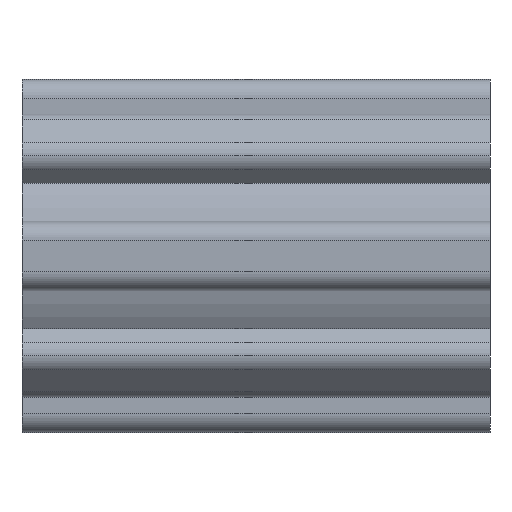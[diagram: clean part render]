
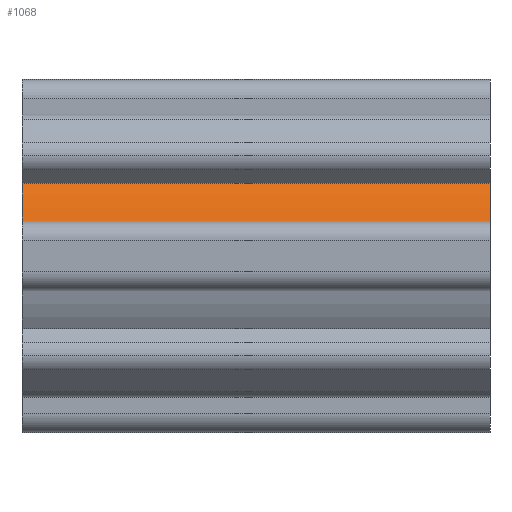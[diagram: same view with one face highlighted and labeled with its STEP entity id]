
A CAD part, left-side view. The second image highlights one B-rep face of the part: STEP entity #1068.
In plain terms, the highlighted free-form (B-spline) face has degree [3, 1] with [4, 2] control points.
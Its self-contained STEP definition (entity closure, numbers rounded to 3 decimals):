
#21=(
BOUNDED_CURVE()
B_SPLINE_CURVE(3,(#1395,#1396,#1397,#1398),.UNSPECIFIED.,.F.,.F.)
B_SPLINE_CURVE_WITH_KNOTS((4,4),(0.,1.),.UNSPECIFIED.)
CURVE()
GEOMETRIC_REPRESENTATION_ITEM()
RATIONAL_B_SPLINE_CURVE((1.,1.,1.,1.))
REPRESENTATION_ITEM('')
);
#22=(
BOUNDED_CURVE()
B_SPLINE_CURVE(3,(#1400,#1401,#1402,#1403),.UNSPECIFIED.,.F.,.F.)
B_SPLINE_CURVE_WITH_KNOTS((4,4),(0.,1.),.UNSPECIFIED.)
CURVE()
GEOMETRIC_REPRESENTATION_ITEM()
RATIONAL_B_SPLINE_CURVE((1.,1.,1.,1.))
REPRESENTATION_ITEM('')
);
#79=(
BOUNDED_SURFACE()
B_SPLINE_SURFACE(3,1,((#1386,#1387),(#1388,#1389),(#1390,#1391),(#1392,
#1393)),.UNSPECIFIED.,.F.,.F.,.F.)
B_SPLINE_SURFACE_WITH_KNOTS((4,4),(2,2),(0.,1.),(0.,0.4),.UNSPECIFIED.)
GEOMETRIC_REPRESENTATION_ITEM()
RATIONAL_B_SPLINE_SURFACE(((1.,1.),(1.,1.),(1.,1.),(1.,1.)))
REPRESENTATION_ITEM('')
SURFACE()
);
#138=FACE_OUTER_BOUND('',#195,.T.);
#195=EDGE_LOOP('',(#752,#753,#754,#755));
#258=LINE('',#1385,#361);
#259=LINE('',#1404,#362);
#361=VECTOR('',#1184,10.);
#362=VECTOR('',#1185,10.);
#467=VERTEX_POINT('',#1381);
#468=VERTEX_POINT('',#1383);
#469=VERTEX_POINT('',#1394);
#470=VERTEX_POINT('',#1399);
#582=EDGE_CURVE('',#467,#468,#258,.T.);
#583=EDGE_CURVE('',#469,#467,#21,.T.);
#584=EDGE_CURVE('',#470,#468,#22,.T.);
#585=EDGE_CURVE('',#469,#470,#259,.T.);
#752=ORIENTED_EDGE('',*,*,#583,.T.);
#753=ORIENTED_EDGE('',*,*,#582,.T.);
#754=ORIENTED_EDGE('',*,*,#584,.F.);
#755=ORIENTED_EDGE('',*,*,#585,.F.);
#1068=ADVANCED_FACE('',(#138),#79,.T.);
#1184=DIRECTION('',(0.,1.,0.));
#1185=DIRECTION('',(0.,1.,0.));
#1381=CARTESIAN_POINT('',(4.533,0.,13.707));
#1383=CARTESIAN_POINT('',(4.533,4.,13.707));
#1385=CARTESIAN_POINT('',(4.533,0.,13.707));
#1386=CARTESIAN_POINT('Ctrl Pts',(4.397,0.,13.382));
#1387=CARTESIAN_POINT('Ctrl Pts',(4.397,4.,13.382));
#1388=CARTESIAN_POINT('Ctrl Pts',(4.427,0.,13.498));
#1389=CARTESIAN_POINT('Ctrl Pts',(4.427,4.,13.498));
#1390=CARTESIAN_POINT('Ctrl Pts',(4.473,0.,13.608));
#1391=CARTESIAN_POINT('Ctrl Pts',(4.473,4.,13.608));
#1392=CARTESIAN_POINT('Ctrl Pts',(4.533,0.,13.707));
#1393=CARTESIAN_POINT('Ctrl Pts',(4.533,4.,13.707));
#1394=CARTESIAN_POINT('',(4.397,0.,13.382));
#1395=CARTESIAN_POINT('Ctrl Pts',(4.397,0.,13.382));
#1396=CARTESIAN_POINT('Ctrl Pts',(4.427,0.,13.498));
#1397=CARTESIAN_POINT('Ctrl Pts',(4.473,0.,13.608));
#1398=CARTESIAN_POINT('Ctrl Pts',(4.533,0.,13.707));
#1399=CARTESIAN_POINT('',(4.397,4.,13.382));
#1400=CARTESIAN_POINT('Ctrl Pts',(4.397,4.,13.382));
#1401=CARTESIAN_POINT('Ctrl Pts',(4.427,4.,13.498));
#1402=CARTESIAN_POINT('Ctrl Pts',(4.473,4.,13.608));
#1403=CARTESIAN_POINT('Ctrl Pts',(4.533,4.,13.707));
#1404=CARTESIAN_POINT('',(4.397,0.,13.382));
